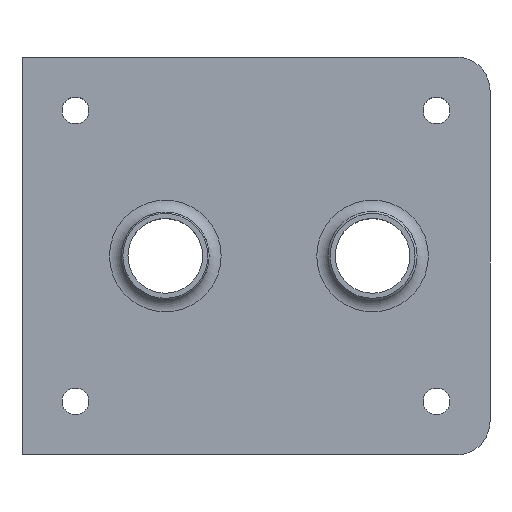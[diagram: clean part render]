
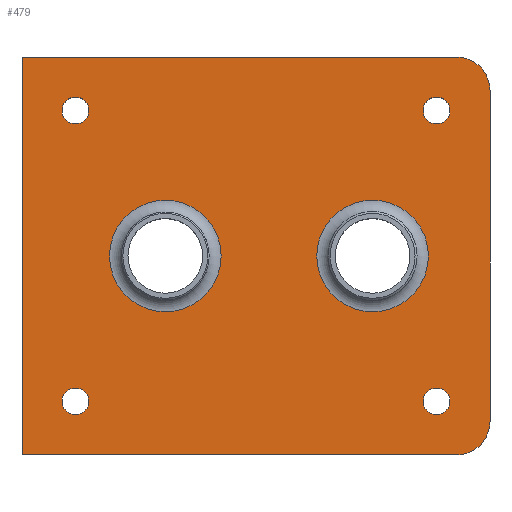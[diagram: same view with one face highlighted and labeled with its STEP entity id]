
A CAD part, top view. The second image highlights one B-rep face of the part: STEP entity #479.
In plain terms, the highlighted planar face has unit normal (0, 0, 1).
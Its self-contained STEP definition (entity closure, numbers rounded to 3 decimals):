
#41=FACE_BOUND('',#106,.T.);
#42=FACE_BOUND('',#107,.T.);
#43=FACE_BOUND('',#108,.T.);
#44=FACE_BOUND('',#109,.T.);
#45=FACE_BOUND('',#110,.T.);
#46=FACE_BOUND('',#111,.T.);
#57=PLANE('',#535);
#73=FACE_OUTER_BOUND('',#105,.T.);
#105=EDGE_LOOP('',(#367,#368,#369,#370,#371,#372));
#106=EDGE_LOOP('',(#373));
#107=EDGE_LOOP('',(#374));
#108=EDGE_LOOP('',(#375));
#109=EDGE_LOOP('',(#376));
#110=EDGE_LOOP('',(#377));
#111=EDGE_LOOP('',(#378));
#146=LINE('',#791,#176);
#147=LINE('',#793,#177);
#148=LINE('',#795,#178);
#149=LINE('',#798,#179);
#176=VECTOR('',#634,10.);
#177=VECTOR('',#635,10.);
#178=VECTOR('',#636,10.);
#179=VECTOR('',#639,10.);
#210=CIRCLE('',#534,8.35);
#211=CIRCLE('',#536,5.);
#212=CIRCLE('',#537,5.);
#213=CIRCLE('',#538,8.35);
#214=CIRCLE('',#539,2.);
#215=CIRCLE('',#540,2.);
#216=CIRCLE('',#541,2.);
#217=CIRCLE('',#542,2.);
#243=VERTEX_POINT('',#783);
#244=VERTEX_POINT('',#787);
#245=VERTEX_POINT('',#788);
#246=VERTEX_POINT('',#790);
#247=VERTEX_POINT('',#792);
#248=VERTEX_POINT('',#794);
#249=VERTEX_POINT('',#796);
#250=VERTEX_POINT('',#799);
#251=VERTEX_POINT('',#801);
#252=VERTEX_POINT('',#803);
#253=VERTEX_POINT('',#805);
#254=VERTEX_POINT('',#807);
#289=EDGE_CURVE('',#243,#243,#210,.T.);
#290=EDGE_CURVE('',#244,#245,#211,.T.);
#291=EDGE_CURVE('',#246,#244,#146,.T.);
#292=EDGE_CURVE('',#247,#246,#147,.T.);
#293=EDGE_CURVE('',#247,#248,#148,.F.);
#294=EDGE_CURVE('',#249,#248,#212,.T.);
#295=EDGE_CURVE('',#245,#249,#149,.T.);
#296=EDGE_CURVE('',#250,#250,#213,.T.);
#297=EDGE_CURVE('',#251,#251,#214,.T.);
#298=EDGE_CURVE('',#252,#252,#215,.T.);
#299=EDGE_CURVE('',#253,#253,#216,.T.);
#300=EDGE_CURVE('',#254,#254,#217,.T.);
#367=ORIENTED_EDGE('',*,*,#290,.F.);
#368=ORIENTED_EDGE('',*,*,#291,.F.);
#369=ORIENTED_EDGE('',*,*,#292,.F.);
#370=ORIENTED_EDGE('',*,*,#293,.T.);
#371=ORIENTED_EDGE('',*,*,#294,.F.);
#372=ORIENTED_EDGE('',*,*,#295,.F.);
#373=ORIENTED_EDGE('',*,*,#296,.F.);
#374=ORIENTED_EDGE('',*,*,#297,.T.);
#375=ORIENTED_EDGE('',*,*,#298,.T.);
#376=ORIENTED_EDGE('',*,*,#299,.T.);
#377=ORIENTED_EDGE('',*,*,#300,.T.);
#378=ORIENTED_EDGE('',*,*,#289,.F.);
#479=ADVANCED_FACE('',(#73,#41,#42,#43,#44,#45,#46),#57,.T.);
#534=AXIS2_PLACEMENT_3D('',#785,#628,#629);
#535=AXIS2_PLACEMENT_3D('',#786,#630,#631);
#536=AXIS2_PLACEMENT_3D('',#789,#632,#633);
#537=AXIS2_PLACEMENT_3D('',#797,#637,#638);
#538=AXIS2_PLACEMENT_3D('',#800,#640,#641);
#539=AXIS2_PLACEMENT_3D('',#802,#642,#643);
#540=AXIS2_PLACEMENT_3D('',#804,#644,#645);
#541=AXIS2_PLACEMENT_3D('',#806,#646,#647);
#542=AXIS2_PLACEMENT_3D('',#808,#648,#649);
#628=DIRECTION('center_axis',(0.,0.,1.));
#629=DIRECTION('ref_axis',(-1.,0.,0.));
#630=DIRECTION('center_axis',(0.,0.,1.));
#631=DIRECTION('ref_axis',(0.,-1.,0.));
#632=DIRECTION('center_axis',(0.,0.,-1.));
#633=DIRECTION('ref_axis',(0.707,0.707,0.));
#634=DIRECTION('',(1.,0.,0.));
#635=DIRECTION('',(0.,1.,0.));
#636=DIRECTION('',(-1.,0.,0.));
#637=DIRECTION('center_axis',(0.,0.,-1.));
#638=DIRECTION('ref_axis',(0.707,-0.707,0.));
#639=DIRECTION('',(0.,-1.,0.));
#640=DIRECTION('center_axis',(0.,0.,1.));
#641=DIRECTION('ref_axis',(-1.,0.,0.));
#642=DIRECTION('center_axis',(0.,0.,-1.));
#643=DIRECTION('ref_axis',(1.,0.,0.));
#644=DIRECTION('center_axis',(0.,0.,-1.));
#645=DIRECTION('ref_axis',(1.,0.,0.));
#646=DIRECTION('center_axis',(0.,0.,-1.));
#647=DIRECTION('ref_axis',(1.,0.,0.));
#648=DIRECTION('center_axis',(0.,0.,-1.));
#649=DIRECTION('ref_axis',(1.,0.,0.));
#783=CARTESIAN_POINT('',(-99.079,-1.12,240.289));
#785=CARTESIAN_POINT('Origin',(-107.429,-1.12,240.289));
#786=CARTESIAN_POINT('Origin',(-93.864,48.63,240.289));
#787=CARTESIAN_POINT('',(-63.864,28.63,240.289));
#788=CARTESIAN_POINT('',(-58.864,23.63,240.289));
#789=CARTESIAN_POINT('Origin',(-63.864,23.63,240.289));
#790=CARTESIAN_POINT('',(-128.864,28.63,240.289));
#791=CARTESIAN_POINT('',(-93.864,28.63,240.289));
#792=CARTESIAN_POINT('',(-128.864,-30.871,240.289));
#793=CARTESIAN_POINT('',(-128.864,48.63,240.289));
#794=CARTESIAN_POINT('',(-63.864,-30.871,240.289));
#795=CARTESIAN_POINT('',(-93.864,-30.871,240.289));
#796=CARTESIAN_POINT('',(-58.864,-25.871,240.289));
#797=CARTESIAN_POINT('Origin',(-63.864,-25.871,240.289));
#798=CARTESIAN_POINT('',(-58.864,48.63,240.289));
#799=CARTESIAN_POINT('',(-68.079,-1.12,240.289));
#800=CARTESIAN_POINT('Origin',(-76.429,-1.12,240.289));
#801=CARTESIAN_POINT('',(-68.864,-22.871,240.289));
#802=CARTESIAN_POINT('Origin',(-66.864,-22.871,240.289));
#803=CARTESIAN_POINT('',(-122.864,20.63,240.289));
#804=CARTESIAN_POINT('Origin',(-120.864,20.63,240.289));
#805=CARTESIAN_POINT('',(-68.864,20.63,240.289));
#806=CARTESIAN_POINT('Origin',(-66.864,20.63,240.289));
#807=CARTESIAN_POINT('',(-122.864,-22.871,240.289));
#808=CARTESIAN_POINT('Origin',(-120.864,-22.871,240.289));
